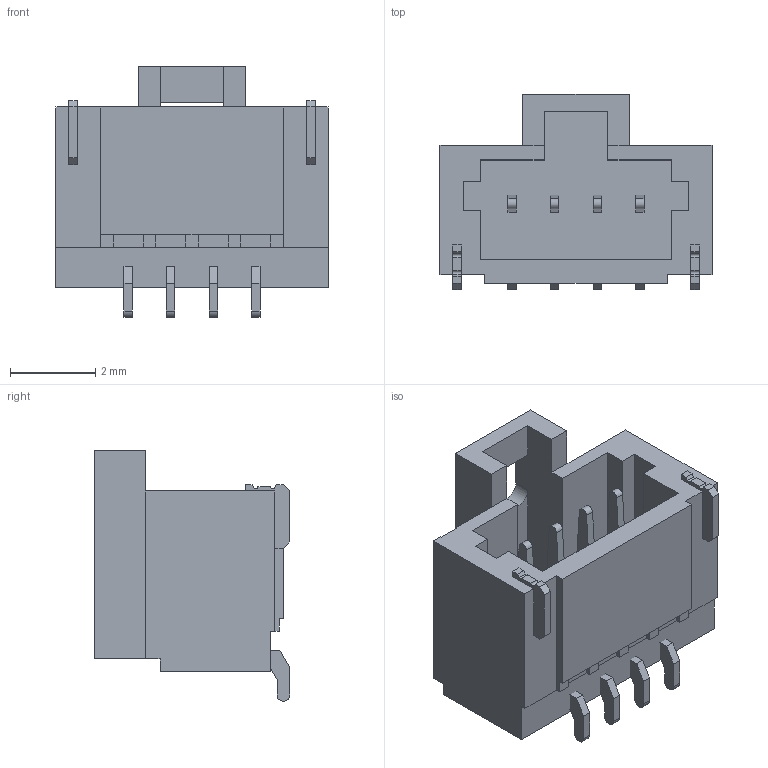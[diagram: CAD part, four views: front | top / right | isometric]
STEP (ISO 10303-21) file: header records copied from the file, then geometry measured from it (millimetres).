
FILE_DESCRIPTION(('FreeCAD Model'),'2;1');
FILE_NAME( 'Samtec_T1M-04-F-SH-L.stp', '2020-05-26T22:29:48',('Author'),(''), 'Open CASCADE STEP processor 7.3','FreeCAD','Unknown');
FILE_SCHEMA(('AUTOMOTIVE_DESIGN { 1 0 10303 214 1 1 1 1 }'));
Length unit declared in the file: millimetre
Products named in the file (1): Compound
Bounding box: 6.4 x 4.6 x 5.9 mm (x, y, z)
Volume: 61.1 mm3; surface area: 233 mm2
Topology: 2 solids, 2 shells, 156 faces, 439 edges, 286 vertices
Faces by surface type: plane 140, cylinder 16
Entity records: 6063 total; most frequent: CARTESIAN_POINT 882, ORIENTED_EDGE 878, DIRECTION 785, EDGE_CURVE 439, LINE 407, VECTOR 407, VERTEX_POINT 286, AXIS2_PLACEMENT_3D 189
